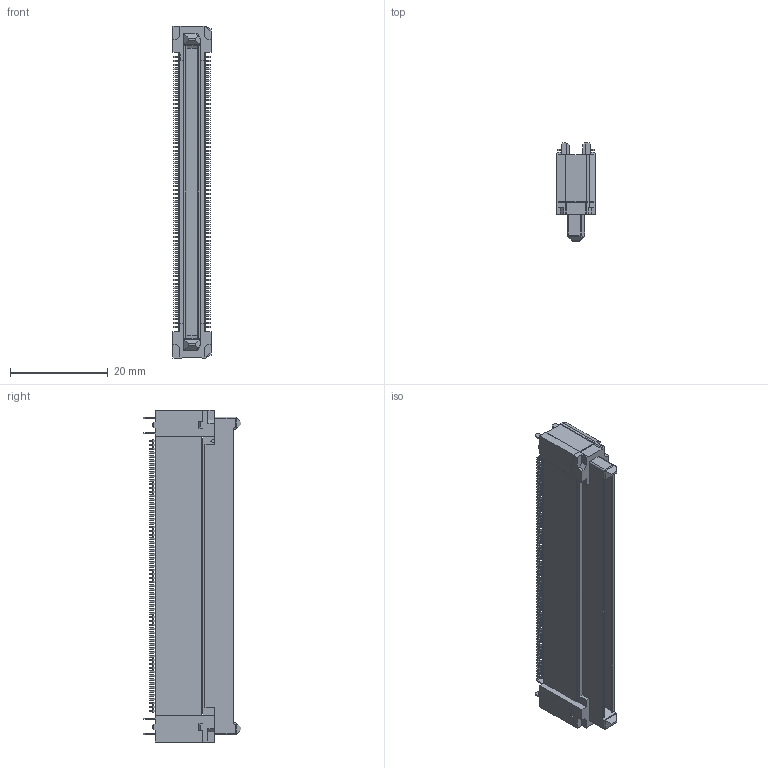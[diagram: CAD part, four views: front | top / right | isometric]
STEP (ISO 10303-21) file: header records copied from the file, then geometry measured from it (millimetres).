
FILE_DESCRIPTION(('CoCreate Modeling STEP Export'),'2;1');
FILE_NAME('FX18-140P-0.8SV10.stp','2012-10-23T16:58:24',(''),(''),'CoCreate Modeling STEP processor for AP214 (Solid Model)','CoCreate Modeling 17.0 01-Apr-2010 (C) Parametric Technology GmbH','');
FILE_SCHEMA(('AUTOMOTIVE_DESIGN { 1 0 10303 214 1 1 1 1 }'));
Products named in the file (1): FX18-140P-0.8SV10
Bounding box: 7.8 x 20 x 67.9 mm (x, y, z)
Volume: 4903.2 mm3; surface area: 4828.2 mm2
Topology: 1 solids, 1 shells, 2031 faces, 5643 edges, 3754 vertices
Faces by surface type: plane 1723, cylinder 304, sphere 4
Entity records: 64098 total; most frequent: CARTESIAN_POINT 11402, ORIENTED_EDGE 11278, DIRECTION 10279, EDGE_CURVE 5639, VECTOR 5017, LINE 5017, VERTEX_POINT 3754, AXIS2_PLACEMENT_3D 2631
